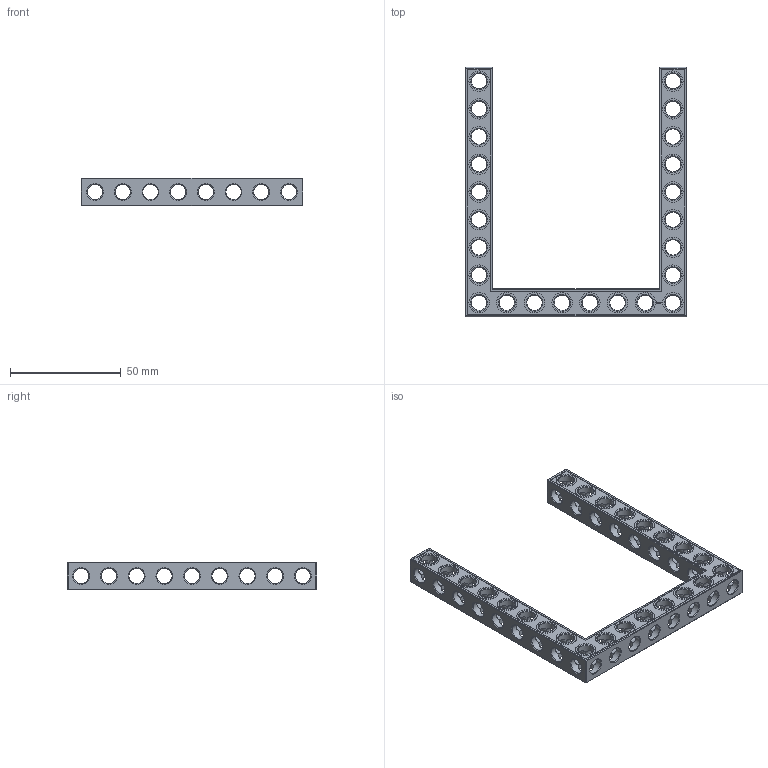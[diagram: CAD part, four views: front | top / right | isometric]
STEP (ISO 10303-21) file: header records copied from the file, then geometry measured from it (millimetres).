
FILE_DESCRIPTION(('FreeCAD Model'),'2;1');
FILE_NAME('Open CASCADE Shape Model','2022-02-23T21:39:22',( 'Paulo Kiefe'),('STEMFIE.org'),'Open CASCADE STEP processor 7.5', 'FreeCAD','Unknown');
FILE_SCHEMA(('AUTOMOTIVE_DESIGN { 1 0 10303 214 1 1 1 1 }'));
Products named in the file (1): Beam AGD ESS USH SYM BU08x09x01 - SPN-BEM-0411 (stemfie.org)
Bounding box: 100 x 112.5 x 12.5 mm (x, y, z)
Volume: 23451.6 mm3; surface area: 21018 mm2
Topology: 1 solids, 1 shells, 763 faces, 2265 edges, 1465 vertices
Faces by surface type: plane 414, cylinder 145, extrusion 106, cone 98
Full cylindrical faces by diameter (mm): 6.98 x20, 7 x101, 9.2 x24
Entity records: 139631 total; most frequent: CARTESIAN_POINT 96780, DIRECTION 7091, VECTOR 4691, LINE 4585, ORIENTED_EDGE 4530, PCURVE 4530, DEFINITIONAL_REPRESENTATION 4530, EDGE_CURVE 2265
